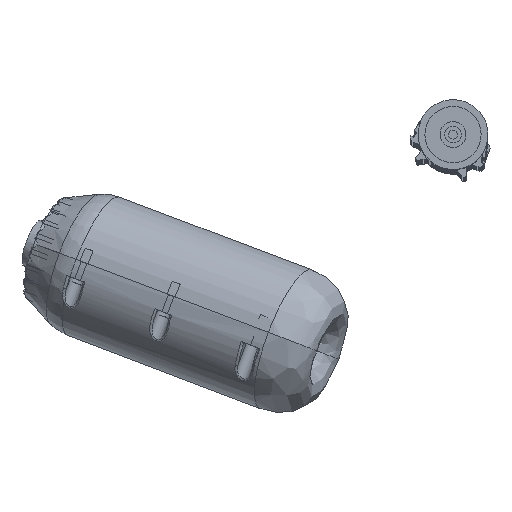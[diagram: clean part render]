
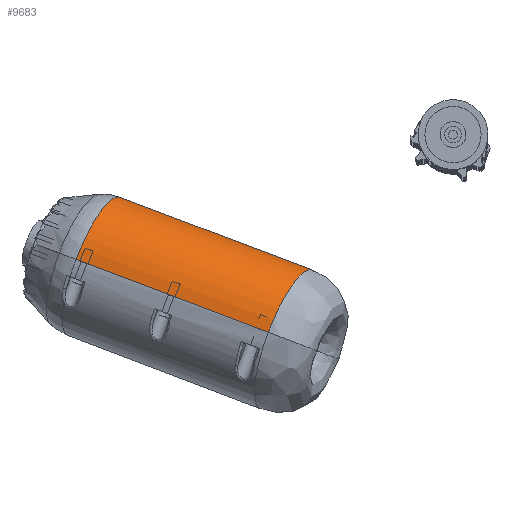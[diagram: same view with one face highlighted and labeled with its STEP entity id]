
A CAD part, top view. The second image highlights one B-rep face of the part: STEP entity #9683.
In plain terms, the highlighted cylindrical face has radius 48.75 mm (diameter 97.5 mm), a partial arc.
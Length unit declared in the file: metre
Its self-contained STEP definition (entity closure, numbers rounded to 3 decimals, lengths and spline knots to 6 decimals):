
#406=B_SPLINE_CURVE_WITH_KNOTS('',3,(#21815,#21816,#21817,#21818),
 .UNSPECIFIED.,.F.,.F.,(4,4),(0.000022,0.999973),
 .UNSPECIFIED.);
#408=B_SPLINE_CURVE_WITH_KNOTS('',3,(#21918,#21919,#21920,#21921,#21922,
#21923,#21924,#21925,#21926,#21927,#21928,#21929,#21930,#21931,#21932,#21933,
#21934,#21935,#21936,#21937,#21938,#21939,#21940,#21941,#21942,#21943,#21944,
#21945,#21946,#21947,#21948,#21949,#21950,#21951,#21952,#21953,#21954,#21955,
#21956,#21957,#21958,#21959,#21960,#21961,#21962),.UNSPECIFIED.,.F.,.F.,
(4,1,1,1,1,1,1,1,1,1,1,1,1,1,1,1,1,1,1,1,1,1,1,1,1,1,1,1,1,1,1,1,1,1,1,
1,1,1,1,1,1,1,4),(0.,0.03125,0.0625,0.09375,
0.109375,0.117187,0.125,0.132812,
0.140625,0.15625,0.171875,0.1875,
0.203125,0.21875,0.25,0.28125,
0.3125,0.34375,0.375,0.40625,
0.4375,0.46875,0.5,0.53125,
0.5625,0.59375,0.609375,0.617187,
0.625,0.632812,0.640624,0.656249,
0.687499,0.718749,0.734374,0.749999,
0.765624,0.781249,0.812499,0.874999,
0.906249,0.937499,0.999999),.UNSPECIFIED.);
#427=B_SPLINE_CURVE_WITH_KNOTS('',3,(#22406,#22407,#22408,#22409),
 .UNSPECIFIED.,.F.,.F.,(4,4),(0.49974,0.999987),
 .UNSPECIFIED.);
#1000=LINE('',#22435,#1491);
#1001=LINE('',#22436,#1492);
#1491=VECTOR('',#13600,1.);
#1492=VECTOR('',#13601,1.);
#4661=ORIENTED_EDGE('',*,*,#6085,.F.);
#4662=ORIENTED_EDGE('',*,*,#6073,.F.);
#4663=ORIENTED_EDGE('',*,*,#6086,.F.);
#4664=ORIENTED_EDGE('',*,*,#6077,.T.);
#4665=ORIENTED_EDGE('',*,*,#6031,.T.);
#4666=ORIENTED_EDGE('',*,*,#6028,.T.);
#4667=ORIENTED_EDGE('',*,*,#6084,.T.);
#6028=EDGE_CURVE('',#6987,#6986,#406,.T.);
#6031=EDGE_CURVE('',#6988,#6987,#408,.T.);
#6073=EDGE_CURVE('',#7012,#7013,#7539,.T.);
#6077=EDGE_CURVE('',#7014,#6988,#427,.T.);
#6084=EDGE_CURVE('',#6986,#7017,#7544,.F.);
#6085=EDGE_CURVE('',#7013,#7017,#1000,.F.);
#6086=EDGE_CURVE('',#7014,#7012,#1001,.T.);
#6986=VERTEX_POINT('',#21814);
#6987=VERTEX_POINT('',#21819);
#6988=VERTEX_POINT('',#21963);
#7012=VERTEX_POINT('',#22305);
#7013=VERTEX_POINT('',#22307);
#7014=VERTEX_POINT('',#22410);
#7017=VERTEX_POINT('',#22432);
#7539=CIRCLE('',#10988,0.04875);
#7544=CIRCLE('',#10997,0.04875);
#8219=EDGE_LOOP('',(#4661,#4662,#4663,#4664,#4665,#4666,#4667));
#8910=FACE_BOUND('',#8219,.T.);
#9120=CYLINDRICAL_SURFACE('',#10998,0.04875);
#9683=ADVANCED_FACE('',(#8910),#9120,.T.);
#10988=AXIS2_PLACEMENT_3D('',#22306,#13576,#13577);
#10997=AXIS2_PLACEMENT_3D('',#22433,#13596,#13597);
#10998=AXIS2_PLACEMENT_3D('',#22434,#13598,#13599);
#13576=DIRECTION('',(1.,0.,0.));
#13577=DIRECTION('',(0.,0.,-1.));
#13596=DIRECTION('',(-1.,0.,0.));
#13597=DIRECTION('',(0.,0.,1.));
#13598=DIRECTION('',(1.,0.,0.));
#13599=DIRECTION('',(0.,0.,-1.));
#13600=DIRECTION('',(1.,0.,0.));
#13601=DIRECTION('',(1.,0.,0.));
#21814=CARTESIAN_POINT('',(0.034855,0.046095,0.01587));
#21815=CARTESIAN_POINT('',(0.036277,0.04517,0.018338));
#21816=CARTESIAN_POINT('',(0.035747,0.045486,0.017559));
#21817=CARTESIAN_POINT('',(0.035273,0.045796,0.016736));
#21818=CARTESIAN_POINT('',(0.034855,0.046095,0.01587));
#21819=CARTESIAN_POINT('',(0.036277,0.04517,0.018338));
#21918=CARTESIAN_POINT('',(0.114669,0.047476,0.011074));
#21919=CARTESIAN_POINT('',(0.114249,0.047264,0.011979));
#21920=CARTESIAN_POINT('',(0.11331,0.046795,0.013758));
#21921=CARTESIAN_POINT('',(0.111607,0.04596,0.01633));
#21922=CARTESIAN_POINT('',(0.109946,0.045165,0.018384));
#21923=CARTESIAN_POINT('',(0.108649,0.04456,0.01978));
#21924=CARTESIAN_POINT('',(0.107879,0.044205,0.020557));
#21925=CARTESIAN_POINT('',(0.10726,0.043923,0.021154));
#21926=CARTESIAN_POINT('',(0.106712,0.043674,0.021662));
#21927=CARTESIAN_POINT('',(0.105936,0.043326,0.022355));
#21928=CARTESIAN_POINT('',(0.104944,0.042886,0.023189));
#21929=CARTESIAN_POINT('',(0.103705,0.04235,0.024154));
#21930=CARTESIAN_POINT('',(0.102397,0.041798,0.025098));
#21931=CARTESIAN_POINT('',(0.10112,0.041272,0.025952));
#21932=CARTESIAN_POINT('',(0.09935,0.040563,0.027054));
#21933=CARTESIAN_POINT('',(0.097059,0.03969,0.028325));
#21934=CARTESIAN_POINT('',(0.094182,0.038672,0.029697));
#21935=CARTESIAN_POINT('',(0.091277,0.037738,0.030871));
#21936=CARTESIAN_POINT('',(0.08831,0.036892,0.031875));
#21937=CARTESIAN_POINT('',(0.085317,0.036154,0.032708));
#21938=CARTESIAN_POINT('',(0.082186,0.035514,0.0334));
#21939=CARTESIAN_POINT('',(0.0791,0.03503,0.033906));
#21940=CARTESIAN_POINT('',(0.076027,0.034696,0.034246));
#21941=CARTESIAN_POINT('',(0.072913,0.034522,0.034421));
#21942=CARTESIAN_POINT('',(0.070002,0.034507,0.034436));
#21943=CARTESIAN_POINT('',(0.067072,0.03464,0.034303));
#21944=CARTESIAN_POINT('',(0.064669,0.034874,0.034065));
#21945=CARTESIAN_POINT('',(0.062991,0.035101,0.03383));
#21946=CARTESIAN_POINT('',(0.062046,0.035247,0.033678));
#21947=CARTESIAN_POINT('',(0.061313,0.03537,0.033549));
#21948=CARTESIAN_POINT('',(0.060679,0.035484,0.033428));
#21949=CARTESIAN_POINT('',(0.059804,0.035651,0.03325));
#21950=CARTESIAN_POINT('',(0.058302,0.035964,0.032913));
#21951=CARTESIAN_POINT('',(0.056182,0.036478,0.032345));
#21952=CARTESIAN_POINT('',(0.054107,0.037076,0.031657));
#21953=CARTESIAN_POINT('',(0.052484,0.037595,0.031037));
#21954=CARTESIAN_POINT('',(0.051252,0.038016,0.03052));
#21955=CARTESIAN_POINT('',(0.050143,0.038416,0.030015));
#21956=CARTESIAN_POINT('',(0.048661,0.03898,0.029284));
#21957=CARTESIAN_POINT('',(0.046164,0.040001,0.027898));
#21958=CARTESIAN_POINT('',(0.043495,0.041241,0.026045));
#21959=CARTESIAN_POINT('',(0.041002,0.042511,0.023888));
#21960=CARTESIAN_POINT('',(0.038711,0.043743,0.021591));
#21961=CARTESIAN_POINT('',(0.037195,0.044622,0.019687));
#21962=CARTESIAN_POINT('',(0.036277,0.04517,0.018338));
#21963=CARTESIAN_POINT('',(0.114669,0.047476,0.011074));
#22305=CARTESIAN_POINT('',(0.175,0.04875,0.));
#22306=CARTESIAN_POINT('',(0.175,0.,0.));
#22307=CARTESIAN_POINT('',(0.175,-0.04875,0.));
#22406=CARTESIAN_POINT('',(0.117124,0.04875,0.));
#22407=CARTESIAN_POINT('',(0.117124,0.04875,0.00382));
#22408=CARTESIAN_POINT('',(0.116306,0.048297,0.00755));
#22409=CARTESIAN_POINT('',(0.114669,0.047476,0.011074));
#22410=CARTESIAN_POINT('',(0.117124,0.04875,0.));
#22432=CARTESIAN_POINT('',(0.034855,-0.04875,0.));
#22433=CARTESIAN_POINT('',(0.034855,0.,0.));
#22434=CARTESIAN_POINT('',(0.075,0.,0.));
#22435=CARTESIAN_POINT('',(0.075,-0.04875,0.));
#22436=CARTESIAN_POINT('',(0.075,0.04875,0.));
